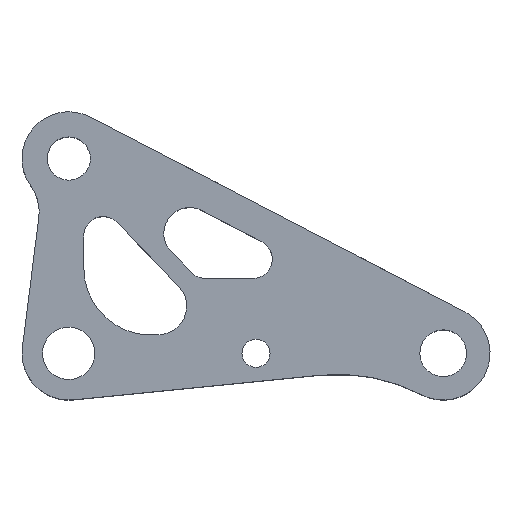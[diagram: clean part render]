
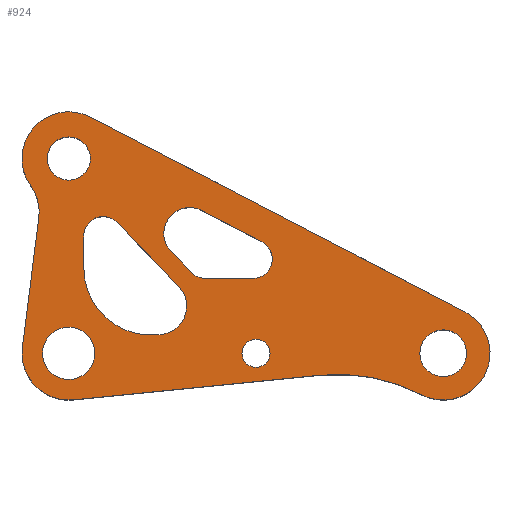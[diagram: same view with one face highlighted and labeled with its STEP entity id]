
A CAD part, top view. The second image highlights one B-rep face of the part: STEP entity #924.
In plain terms, the highlighted planar face has unit normal (0, 0, 1).
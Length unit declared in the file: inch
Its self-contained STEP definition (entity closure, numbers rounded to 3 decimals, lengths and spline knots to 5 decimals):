
#62=FACE_BOUND('',#172,.T.);
#63=FACE_BOUND('',#173,.T.);
#64=FACE_BOUND('',#174,.T.);
#65=FACE_BOUND('',#175,.T.);
#66=FACE_BOUND('',#176,.T.);
#67=FACE_BOUND('',#177,.T.);
#113=FACE_OUTER_BOUND('',#171,.T.);
#171=EDGE_LOOP('',(#835,#836,#837,#838,#839,#840,#841,#842));
#172=EDGE_LOOP('',(#843));
#173=EDGE_LOOP('',(#844,#845,#846,#847,#848,#849));
#174=EDGE_LOOP('',(#850));
#175=EDGE_LOOP('',(#851,#852,#853,#854,#855,#856));
#176=EDGE_LOOP('',(#857));
#177=EDGE_LOOP('',(#858));
#187=LINE('',#1375,#261);
#209=LINE('',#1448,#283);
#231=LINE('',#1554,#305);
#234=LINE('',#1562,#308);
#237=LINE('',#1570,#311);
#241=LINE('',#1582,#315);
#244=LINE('',#1590,#318);
#247=LINE('',#1598,#321);
#251=LINE('',#1612,#325);
#261=VECTOR('',#1078,0.3937);
#283=VECTOR('',#1146,0.3937);
#305=VECTOR('',#1242,0.3937);
#308=VECTOR('',#1251,0.3937);
#311=VECTOR('',#1260,0.3937);
#315=VECTOR('',#1274,0.3937);
#318=VECTOR('',#1283,0.3937);
#321=VECTOR('',#1292,0.3937);
#325=VECTOR('',#1312,0.3937);
#333=CIRCLE('',#958,0.3125);
#334=CIRCLE('',#960,0.144);
#344=CIRCLE('',#978,1.21374);
#352=CIRCLE('',#994,0.3125);
#364=CIRCLE('',#1009,0.175);
#365=CIRCLE('',#1011,0.094);
#366=CIRCLE('',#1014,0.45);
#367=CIRCLE('',#1017,0.19);
#368=CIRCLE('',#1020,0.13);
#369=CIRCLE('',#1022,0.15625);
#370=CIRCLE('',#1025,0.13);
#371=CIRCLE('',#1028,0.13);
#372=CIRCLE('',#1031,0.17335);
#373=CIRCLE('',#1033,0.3);
#374=CIRCLE('',#1036,0.3125);
#389=VERTEX_POINT('',#1372);
#390=VERTEX_POINT('',#1374);
#400=VERTEX_POINT('',#1398);
#401=VERTEX_POINT('',#1402);
#417=VERTEX_POINT('',#1445);
#418=VERTEX_POINT('',#1447);
#423=VERTEX_POINT('',#1466);
#446=VERTEX_POINT('',#1543);
#447=VERTEX_POINT('',#1547);
#448=VERTEX_POINT('',#1551);
#449=VERTEX_POINT('',#1553);
#450=VERTEX_POINT('',#1557);
#451=VERTEX_POINT('',#1561);
#452=VERTEX_POINT('',#1565);
#453=VERTEX_POINT('',#1569);
#454=VERTEX_POINT('',#1575);
#455=VERTEX_POINT('',#1579);
#456=VERTEX_POINT('',#1581);
#457=VERTEX_POINT('',#1585);
#458=VERTEX_POINT('',#1589);
#459=VERTEX_POINT('',#1593);
#460=VERTEX_POINT('',#1597);
#461=VERTEX_POINT('',#1603);
#462=VERTEX_POINT('',#1608);
#482=EDGE_CURVE('',#390,#389,#187,.T.);
#495=EDGE_CURVE('',#389,#400,#333,.T.);
#496=EDGE_CURVE('',#401,#401,#334,.T.);
#518=EDGE_CURVE('',#418,#417,#209,.T.);
#525=EDGE_CURVE('',#417,#423,#344,.T.);
#540=EDGE_CURVE('',#423,#390,#352,.T.);
#560=EDGE_CURVE('',#446,#446,#364,.T.);
#562=EDGE_CURVE('',#447,#447,#365,.T.);
#565=EDGE_CURVE('',#449,#448,#231,.T.);
#567=EDGE_CURVE('',#450,#449,#366,.T.);
#569=EDGE_CURVE('',#451,#450,#234,.T.);
#571=EDGE_CURVE('',#452,#451,#367,.T.);
#573=EDGE_CURVE('',#453,#452,#237,.T.);
#575=EDGE_CURVE('',#448,#453,#368,.T.);
#576=EDGE_CURVE('',#454,#454,#369,.T.);
#579=EDGE_CURVE('',#456,#455,#241,.T.);
#581=EDGE_CURVE('',#457,#456,#370,.T.);
#583=EDGE_CURVE('',#458,#457,#244,.T.);
#585=EDGE_CURVE('',#459,#458,#371,.T.);
#587=EDGE_CURVE('',#460,#459,#247,.T.);
#589=EDGE_CURVE('',#455,#460,#372,.T.);
#591=EDGE_CURVE('',#400,#461,#373,.T.);
#592=EDGE_CURVE('',#462,#418,#374,.T.);
#594=EDGE_CURVE('',#461,#462,#251,.T.);
#835=ORIENTED_EDGE('',*,*,#594,.T.);
#836=ORIENTED_EDGE('',*,*,#592,.T.);
#837=ORIENTED_EDGE('',*,*,#518,.T.);
#838=ORIENTED_EDGE('',*,*,#525,.T.);
#839=ORIENTED_EDGE('',*,*,#540,.T.);
#840=ORIENTED_EDGE('',*,*,#482,.T.);
#841=ORIENTED_EDGE('',*,*,#495,.T.);
#842=ORIENTED_EDGE('',*,*,#591,.T.);
#843=ORIENTED_EDGE('',*,*,#496,.T.);
#844=ORIENTED_EDGE('',*,*,#589,.T.);
#845=ORIENTED_EDGE('',*,*,#587,.T.);
#846=ORIENTED_EDGE('',*,*,#585,.T.);
#847=ORIENTED_EDGE('',*,*,#583,.T.);
#848=ORIENTED_EDGE('',*,*,#581,.T.);
#849=ORIENTED_EDGE('',*,*,#579,.T.);
#850=ORIENTED_EDGE('',*,*,#576,.T.);
#851=ORIENTED_EDGE('',*,*,#575,.T.);
#852=ORIENTED_EDGE('',*,*,#573,.T.);
#853=ORIENTED_EDGE('',*,*,#571,.T.);
#854=ORIENTED_EDGE('',*,*,#569,.T.);
#855=ORIENTED_EDGE('',*,*,#567,.T.);
#856=ORIENTED_EDGE('',*,*,#565,.T.);
#857=ORIENTED_EDGE('',*,*,#562,.T.);
#858=ORIENTED_EDGE('',*,*,#560,.T.);
#878=PLANE('',#1038);
#924=ADVANCED_FACE('',(#113,#62,#63,#64,#65,#66,#67),#878,.T.);
#958=AXIS2_PLACEMENT_3D('',#1400,#1098,#1099);
#960=AXIS2_PLACEMENT_3D('',#1403,#1102,#1103);
#978=AXIS2_PLACEMENT_3D('',#1468,#1155,#1156);
#994=AXIS2_PLACEMENT_3D('',#1504,#1193,#1194);
#1009=AXIS2_PLACEMENT_3D('',#1544,#1231,#1232);
#1011=AXIS2_PLACEMENT_3D('',#1548,#1236,#1237);
#1014=AXIS2_PLACEMENT_3D('',#1558,#1246,#1247);
#1017=AXIS2_PLACEMENT_3D('',#1566,#1255,#1256);
#1020=AXIS2_PLACEMENT_3D('',#1573,#1264,#1265);
#1022=AXIS2_PLACEMENT_3D('',#1576,#1268,#1269);
#1025=AXIS2_PLACEMENT_3D('',#1586,#1278,#1279);
#1028=AXIS2_PLACEMENT_3D('',#1594,#1287,#1288);
#1031=AXIS2_PLACEMENT_3D('',#1601,#1296,#1297);
#1033=AXIS2_PLACEMENT_3D('',#1605,#1301,#1302);
#1036=AXIS2_PLACEMENT_3D('',#1609,#1307,#1308);
#1038=AXIS2_PLACEMENT_3D('',#1613,#1313,#1314);
#1078=DIRECTION('',(-0.887,0.461,0.));
#1098=DIRECTION('center_axis',(0.,0.,1.));
#1099=DIRECTION('ref_axis',(0.461,0.887,0.));
#1102=DIRECTION('center_axis',(0.,0.,-1.));
#1103=DIRECTION('ref_axis',(1.,0.,0.));
#1146=DIRECTION('',(0.995,0.1,0.));
#1155=DIRECTION('center_axis',(0.,0.,-1.));
#1156=DIRECTION('ref_axis',(0.461,0.887,0.));
#1193=DIRECTION('center_axis',(0.,0.,1.));
#1194=DIRECTION('ref_axis',(-0.461,-0.887,0.));
#1231=DIRECTION('center_axis',(0.,0.,-1.));
#1232=DIRECTION('ref_axis',(1.,0.,0.));
#1236=DIRECTION('center_axis',(0.,0.,-1.));
#1237=DIRECTION('ref_axis',(1.,0.,0.));
#1242=DIRECTION('',(0.,1.,0.));
#1246=DIRECTION('center_axis',(0.,0.,-1.));
#1247=DIRECTION('ref_axis',(-1.,0.,0.));
#1251=DIRECTION('',(-0.995,-0.1,0.));
#1255=DIRECTION('center_axis',(0.,0.,-1.));
#1256=DIRECTION('ref_axis',(0.1,-0.995,0.));
#1260=DIRECTION('',(0.693,-0.721,0.));
#1264=DIRECTION('center_axis',(0.,0.,-1.));
#1265=DIRECTION('ref_axis',(0.721,0.693,0.));
#1268=DIRECTION('center_axis',(0.,0.,-1.));
#1269=DIRECTION('ref_axis',(1.,0.,0.));
#1274=DIRECTION('',(-0.693,0.721,0.));
#1278=DIRECTION('center_axis',(0.,0.,-1.));
#1279=DIRECTION('ref_axis',(-0.721,-0.693,0.));
#1283=DIRECTION('',(-1.,0.,0.));
#1287=DIRECTION('center_axis',(0.,0.,-1.));
#1288=DIRECTION('ref_axis',(0.,-1.,0.));
#1292=DIRECTION('',(0.887,-0.461,0.));
#1296=DIRECTION('center_axis',(0.,0.,-1.));
#1297=DIRECTION('ref_axis',(0.461,0.887,0.));
#1301=DIRECTION('center_axis',(0.,0.,-1.));
#1302=DIRECTION('ref_axis',(0.992,-0.126,0.));
#1307=DIRECTION('center_axis',(0.,0.,1.));
#1308=DIRECTION('ref_axis',(-0.992,0.126,0.));
#1312=DIRECTION('',(-0.126,-0.992,0.));
#1313=DIRECTION('center_axis',(0.,0.,1.));
#1314=DIRECTION('ref_axis',(1.,0.,0.));
#1372=CARTESIAN_POINT('',(0.14417,1.57726,0.3885));
#1374=CARTESIAN_POINT('',(2.64417,0.27726,0.3885));
#1375=CARTESIAN_POINT('',(2.64417,0.27726,0.3885));
#1398=CARTESIAN_POINT('',(-0.25388,1.11779,0.3885));
#1400=CARTESIAN_POINT('Origin',(0.,1.3,0.3885));
#1402=CARTESIAN_POINT('',(-0.144,1.3,0.3885));
#1403=CARTESIAN_POINT('Origin',(0.,1.3,0.3885));
#1445=CARTESIAN_POINT('',(1.67497,-0.1464,0.3885));
#1447=CARTESIAN_POINT('',(0.03113,-0.31095,0.3885));
#1448=CARTESIAN_POINT('',(0.03113,-0.31095,0.3885));
#1466=CARTESIAN_POINT('',(2.35583,-0.27726,0.3885));
#1468=CARTESIAN_POINT('Origin',(1.79586,-1.35411,0.3885));
#1504=CARTESIAN_POINT('Origin',(2.5,0.,0.3885));
#1543=CARTESIAN_POINT('',(-0.175,0.,0.3885));
#1544=CARTESIAN_POINT('Origin',(0.,0.,0.3885));
#1547=CARTESIAN_POINT('',(1.156,0.,0.3885));
#1548=CARTESIAN_POINT('Origin',(1.25,0.,0.3885));
#1551=CARTESIAN_POINT('',(0.1,0.78307,0.3885));
#1553=CARTESIAN_POINT('',(0.1,0.57112,0.3885));
#1554=CARTESIAN_POINT('',(0.1,0.78307,0.3885));
#1557=CARTESIAN_POINT('',(0.59482,0.12336,0.3885));
#1558=CARTESIAN_POINT('Origin',(0.55,0.57112,0.3885));
#1561=CARTESIAN_POINT('',(0.61618,0.1255,0.3885));
#1562=CARTESIAN_POINT('',(0.59482,0.12336,0.3885));
#1565=CARTESIAN_POINT('',(0.73422,0.44624,0.3885));
#1566=CARTESIAN_POINT('Origin',(0.59726,0.31455,0.3885));
#1569=CARTESIAN_POINT('',(0.32371,0.87317,0.3885));
#1570=CARTESIAN_POINT('',(0.32371,0.87317,0.3885));
#1573=CARTESIAN_POINT('Origin',(0.23,0.78307,0.3885));
#1575=CARTESIAN_POINT('',(2.34375,0.,0.3885));
#1576=CARTESIAN_POINT('Origin',(2.5,0.,0.3885));
#1579=CARTESIAN_POINT('',(0.68301,0.67985,0.3885));
#1581=CARTESIAN_POINT('',(0.81757,0.5399,0.3885));
#1582=CARTESIAN_POINT('',(0.68301,0.67985,0.3885));
#1585=CARTESIAN_POINT('',(0.91128,0.5,0.3885));
#1586=CARTESIAN_POINT('Origin',(0.91128,0.63,0.3885));
#1589=CARTESIAN_POINT('',(1.22885,0.5,0.3885));
#1590=CARTESIAN_POINT('',(0.91128,0.5,0.3885));
#1593=CARTESIAN_POINT('',(1.28883,0.74534,0.3885));
#1594=CARTESIAN_POINT('Origin',(1.22885,0.63,0.3885));
#1597=CARTESIAN_POINT('',(0.88794,0.9538,0.3885));
#1598=CARTESIAN_POINT('',(0.88794,0.9538,0.3885));
#1601=CARTESIAN_POINT('Origin',(0.80796,0.8,0.3885));
#1603=CARTESIAN_POINT('',(-0.2,0.90505,0.3885));
#1605=CARTESIAN_POINT('Origin',(-0.49761,0.94287,0.3885));
#1608=CARTESIAN_POINT('',(-0.31001,0.0394,0.3885));
#1609=CARTESIAN_POINT('Origin',(0.,0.,0.3885));
#1612=CARTESIAN_POINT('',(-0.2,0.90505,0.3885));
#1613=CARTESIAN_POINT('Origin',(1.25,0.65,0.3885));
